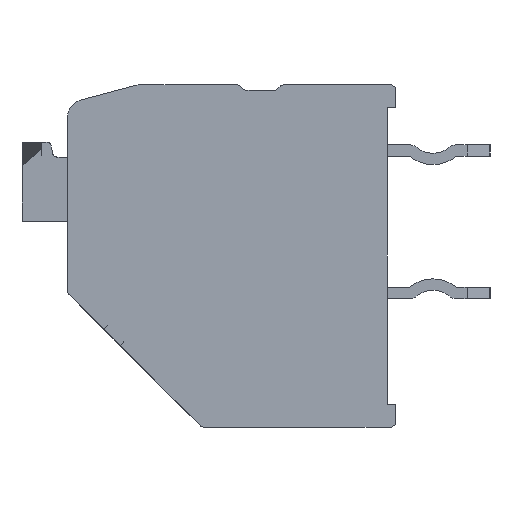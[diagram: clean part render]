
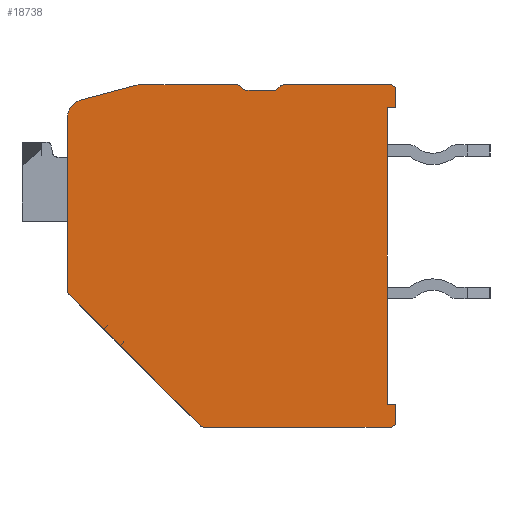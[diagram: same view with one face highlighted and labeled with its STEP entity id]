
A CAD part, left-side view. The second image highlights one B-rep face of the part: STEP entity #18738.
In plain terms, the highlighted planar face has unit normal (-1, 0, 0).
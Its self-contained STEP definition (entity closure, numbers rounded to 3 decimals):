
#6050=CARTESIAN_POINT('',(-52.5,5.15,4.883));
#6051=DIRECTION('',(1.,0.,0.));
#6052=DIRECTION('',(0.,1.,0.));
#6053=AXIS2_PLACEMENT_3D('',#6050,#6051,#6052);
#6055=DIRECTION('',(0.,-0.966,0.259));
#6056=VECTOR('',#6055,1.997);
#6057=CARTESIAN_POINT('',(-52.5,5.305,5.463));
#6058=LINE('',#6057,#6056);
#6059=CARTESIAN_POINT('',(-52.5,3.221,5.4));
#6060=DIRECTION('',(1.,0.,0.));
#6061=DIRECTION('',(0.,0.259,0.966));
#6062=AXIS2_PLACEMENT_3D('',#6059,#6060,#6061);
#6064=DIRECTION('',(0.,-1.,0.));
#6065=VECTOR('',#6064,3.388);
#6066=CARTESIAN_POINT('',(-52.5,3.221,6.));
#6067=LINE('',#6066,#6065);
#6068=CARTESIAN_POINT('',(-52.5,-0.167,5.8));
#6069=DIRECTION('',(1.,0.,0.));
#6070=DIRECTION('',(0.,0.,1.));
#6071=AXIS2_PLACEMENT_3D('',#6068,#6069,#6070);
#6073=DIRECTION('',(0.,-0.707,-0.707));
#6074=VECTOR('',#6073,0.117);
#6075=CARTESIAN_POINT('',(-52.5,-0.309,5.941));
#6076=LINE('',#6075,#6074);
#6077=CARTESIAN_POINT('',(-52.5,-0.533,6.));
#6078=DIRECTION('',(-1.,0.,0.));
#6079=DIRECTION('',(0.,0.707,-0.707));
#6080=AXIS2_PLACEMENT_3D('',#6077,#6078,#6079);
#6082=DIRECTION('',(0.,-1.,0.));
#6083=VECTOR('',#6082,0.934);
#6084=CARTESIAN_POINT('',(-52.5,-0.533,5.8));
#6085=LINE('',#6084,#6083);
#6086=CARTESIAN_POINT('',(-52.5,-1.467,6.));
#6087=DIRECTION('',(-1.,0.,0.));
#6088=DIRECTION('',(0.,0.,-1.));
#6089=AXIS2_PLACEMENT_3D('',#6086,#6087,#6088);
#6091=DIRECTION('',(0.,-0.707,0.707));
#6092=VECTOR('',#6091,0.117);
#6093=CARTESIAN_POINT('',(-52.5,-1.609,5.859));
#6094=LINE('',#6093,#6092);
#6095=CARTESIAN_POINT('',(-52.5,-1.833,5.8));
#6096=DIRECTION('',(1.,0.,0.));
#6097=DIRECTION('',(0.,0.707,0.707));
#6098=AXIS2_PLACEMENT_3D('',#6095,#6096,#6097);
#6100=DIRECTION('',(0.,-1.,0.));
#6101=VECTOR('',#6100,3.717);
#6102=CARTESIAN_POINT('',(-52.5,-1.833,6.));
#6103=LINE('',#6102,#6101);
#6104=CARTESIAN_POINT('',(-52.5,-5.55,5.8));
#6105=DIRECTION('',(1.,0.,0.));
#6106=DIRECTION('',(0.,0.,1.));
#6107=AXIS2_PLACEMENT_3D('',#6104,#6105,#6106);
#6109=DIRECTION('',(0.,0.,-1.));
#6110=VECTOR('',#6109,0.6);
#6111=CARTESIAN_POINT('',(-52.5,-5.75,5.8));
#6112=LINE('',#6111,#6110);
#6113=DIRECTION('',(0.,1.,0.));
#6114=VECTOR('',#6113,0.3);
#6115=CARTESIAN_POINT('',(-52.5,-5.75,5.2));
#6116=LINE('',#6115,#6114);
#6117=DIRECTION('',(0.,0.,-1.));
#6118=VECTOR('',#6117,10.4);
#6119=CARTESIAN_POINT('',(-52.5,-5.45,5.2));
#6120=LINE('',#6119,#6118);
#6121=DIRECTION('',(0.,-1.,0.));
#6122=VECTOR('',#6121,0.3);
#6123=CARTESIAN_POINT('',(-52.5,-5.45,-5.2));
#6124=LINE('',#6123,#6122);
#6125=DIRECTION('',(0.,0.,-1.));
#6126=VECTOR('',#6125,0.6);
#6127=CARTESIAN_POINT('',(-52.5,-5.75,-5.2));
#6128=LINE('',#6127,#6126);
#6129=CARTESIAN_POINT('',(-52.5,-5.55,-5.8));
#6130=DIRECTION('',(1.,0.,0.));
#6131=DIRECTION('',(0.,-1.,0.));
#6132=AXIS2_PLACEMENT_3D('',#6129,#6130,#6131);
#6134=DIRECTION('',(0.,1.,0.));
#6135=VECTOR('',#6134,6.515);
#6136=CARTESIAN_POINT('',(-52.5,-5.55,-6.));
#6137=LINE('',#6136,#6135);
#6138=CARTESIAN_POINT('',(-52.5,0.965,-5.8));
#6139=DIRECTION('',(1.,0.,0.));
#6140=DIRECTION('',(0.,0.,-1.));
#6141=AXIS2_PLACEMENT_3D('',#6138,#6139,#6140);
#6143=DIRECTION('',(0.,0.707,0.707));
#6144=VECTOR('',#6143,6.484);
#6145=CARTESIAN_POINT('',(-52.5,1.107,-5.941));
#6146=LINE('',#6145,#6144);
#6147=CARTESIAN_POINT('',(-52.5,5.55,-1.215));
#6148=DIRECTION('',(1.,0.,0.));
#6149=DIRECTION('',(0.,0.707,-0.707));
#6150=AXIS2_PLACEMENT_3D('',#6147,#6148,#6149);
#6152=DIRECTION('',(0.,0.,1.));
#6153=VECTOR('',#6152,6.098);
#6154=CARTESIAN_POINT('',(-52.5,5.75,-1.215));
#6155=LINE('',#6154,#6153);
#8380=CARTESIAN_POINT('',(-52.5,5.75,4.883));
#8381=CARTESIAN_POINT('',(-52.5,5.305,5.463));
#8382=VERTEX_POINT('',#8380);
#8383=VERTEX_POINT('',#8381);
#8384=CARTESIAN_POINT('',(-52.5,3.376,5.98));
#8385=VERTEX_POINT('',#8384);
#8386=CARTESIAN_POINT('',(-52.5,3.221,6.));
#8387=VERTEX_POINT('',#8386);
#8388=CARTESIAN_POINT('',(-52.5,-0.167,6.));
#8389=VERTEX_POINT('',#8388);
#8390=CARTESIAN_POINT('',(-52.5,-0.309,5.941));
#8391=VERTEX_POINT('',#8390);
#8392=CARTESIAN_POINT('',(-52.5,-0.391,5.859));
#8393=VERTEX_POINT('',#8392);
#8394=CARTESIAN_POINT('',(-52.5,-0.533,5.8));
#8395=VERTEX_POINT('',#8394);
#8396=CARTESIAN_POINT('',(-52.5,-1.467,5.8));
#8397=VERTEX_POINT('',#8396);
#8398=CARTESIAN_POINT('',(-52.5,-1.609,5.859));
#8399=VERTEX_POINT('',#8398);
#8400=CARTESIAN_POINT('',(-52.5,-1.691,5.941));
#8401=VERTEX_POINT('',#8400);
#8402=CARTESIAN_POINT('',(-52.5,-1.833,6.));
#8403=VERTEX_POINT('',#8402);
#8404=CARTESIAN_POINT('',(-52.5,-5.55,6.));
#8405=VERTEX_POINT('',#8404);
#8406=CARTESIAN_POINT('',(-52.5,-5.75,5.8));
#8407=VERTEX_POINT('',#8406);
#8408=CARTESIAN_POINT('',(-52.5,-5.75,5.2));
#8409=VERTEX_POINT('',#8408);
#8410=CARTESIAN_POINT('',(-52.5,-5.45,5.2));
#8411=VERTEX_POINT('',#8410);
#8412=CARTESIAN_POINT('',(-52.5,-5.45,-5.2));
#8413=VERTEX_POINT('',#8412);
#8414=CARTESIAN_POINT('',(-52.5,-5.75,-5.2));
#8415=VERTEX_POINT('',#8414);
#8416=CARTESIAN_POINT('',(-52.5,-5.75,-5.8));
#8417=VERTEX_POINT('',#8416);
#8418=CARTESIAN_POINT('',(-52.5,-5.55,-6.));
#8419=VERTEX_POINT('',#8418);
#8420=CARTESIAN_POINT('',(-52.5,0.965,-6.));
#8421=VERTEX_POINT('',#8420);
#8422=CARTESIAN_POINT('',(-52.5,1.107,-5.941));
#8423=VERTEX_POINT('',#8422);
#8424=CARTESIAN_POINT('',(-52.5,5.691,-1.357));
#8425=VERTEX_POINT('',#8424);
#8426=CARTESIAN_POINT('',(-52.5,5.75,-1.215));
#8427=VERTEX_POINT('',#8426);
#18707=CARTESIAN_POINT('',(-52.5,0.,0.));
#18708=DIRECTION('',(1.,0.,0.));
#18709=DIRECTION('',(0.,0.,-1.));
#18710=AXIS2_PLACEMENT_3D('',#18707,#18708,#18709);
#18711=PLANE('',#18710);
#18712=ORIENTED_EDGE('',*,*,#10738,.T.);
#18713=ORIENTED_EDGE('',*,*,#10753,.T.);
#18714=ORIENTED_EDGE('',*,*,#10767,.T.);
#18715=ORIENTED_EDGE('',*,*,#10781,.T.);
#18716=ORIENTED_EDGE('',*,*,#10795,.T.);
#18717=ORIENTED_EDGE('',*,*,#10809,.T.);
#18718=ORIENTED_EDGE('',*,*,#10823,.T.);
#18719=ORIENTED_EDGE('',*,*,#10837,.T.);
#18720=ORIENTED_EDGE('',*,*,#10851,.T.);
#18721=ORIENTED_EDGE('',*,*,#10865,.T.);
#18722=ORIENTED_EDGE('',*,*,#10879,.T.);
#18723=ORIENTED_EDGE('',*,*,#10893,.T.);
#18724=ORIENTED_EDGE('',*,*,#10907,.T.);
#18725=ORIENTED_EDGE('',*,*,#10921,.T.);
#18726=ORIENTED_EDGE('',*,*,#10935,.T.);
#18727=ORIENTED_EDGE('',*,*,#10949,.T.);
#18728=ORIENTED_EDGE('',*,*,#11113,.T.);
#18729=ORIENTED_EDGE('',*,*,#11127,.T.);
#18730=ORIENTED_EDGE('',*,*,#11141,.T.);
#18731=ORIENTED_EDGE('',*,*,#11155,.T.);
#18732=ORIENTED_EDGE('',*,*,#11169,.T.);
#18733=ORIENTED_EDGE('',*,*,#11192,.T.);
#18734=ORIENTED_EDGE('',*,*,#11748,.T.);
#18735=ORIENTED_EDGE('',*,*,#11900,.T.);
#18736=EDGE_LOOP('',(#18712,#18713,#18714,#18715,#18716,#18717,#18718,#18719,
#18720,#18721,#18722,#18723,#18724,#18725,#18726,#18727,#18728,#18729,#18730,
#18731,#18732,#18733,#18734,#18735));
#18737=FACE_OUTER_BOUND('',#18736,.F.);
#6054=CIRCLE('',#6053,0.6);
#6063=CIRCLE('',#6062,0.6);
#6072=CIRCLE('',#6071,0.2);
#6081=CIRCLE('',#6080,0.2);
#6090=CIRCLE('',#6089,0.2);
#6099=CIRCLE('',#6098,0.2);
#6108=CIRCLE('',#6107,0.2);
#6133=CIRCLE('',#6132,0.2);
#6142=CIRCLE('',#6141,0.2);
#6151=CIRCLE('',#6150,0.2);
#10738=EDGE_CURVE('',#8382,#8383,#6054,.T.);
#10753=EDGE_CURVE('',#8383,#8385,#6058,.T.);
#10767=EDGE_CURVE('',#8385,#8387,#6063,.T.);
#10781=EDGE_CURVE('',#8387,#8389,#6067,.T.);
#10795=EDGE_CURVE('',#8389,#8391,#6072,.T.);
#10809=EDGE_CURVE('',#8391,#8393,#6076,.T.);
#10823=EDGE_CURVE('',#8393,#8395,#6081,.T.);
#10837=EDGE_CURVE('',#8395,#8397,#6085,.T.);
#10851=EDGE_CURVE('',#8397,#8399,#6090,.T.);
#10865=EDGE_CURVE('',#8399,#8401,#6094,.T.);
#10879=EDGE_CURVE('',#8401,#8403,#6099,.T.);
#10893=EDGE_CURVE('',#8403,#8405,#6103,.T.);
#10907=EDGE_CURVE('',#8405,#8407,#6108,.T.);
#10921=EDGE_CURVE('',#8407,#8409,#6112,.T.);
#10935=EDGE_CURVE('',#8409,#8411,#6116,.T.);
#10949=EDGE_CURVE('',#8411,#8413,#6120,.T.);
#11113=EDGE_CURVE('',#8413,#8415,#6124,.T.);
#11127=EDGE_CURVE('',#8415,#8417,#6128,.T.);
#11141=EDGE_CURVE('',#8417,#8419,#6133,.T.);
#11155=EDGE_CURVE('',#8419,#8421,#6137,.T.);
#11169=EDGE_CURVE('',#8421,#8423,#6142,.T.);
#11192=EDGE_CURVE('',#8423,#8425,#6146,.T.);
#11748=EDGE_CURVE('',#8425,#8427,#6151,.T.);
#11900=EDGE_CURVE('',#8427,#8382,#6155,.T.);
#18738=ADVANCED_FACE('',(#18737),#18711,.F.);
